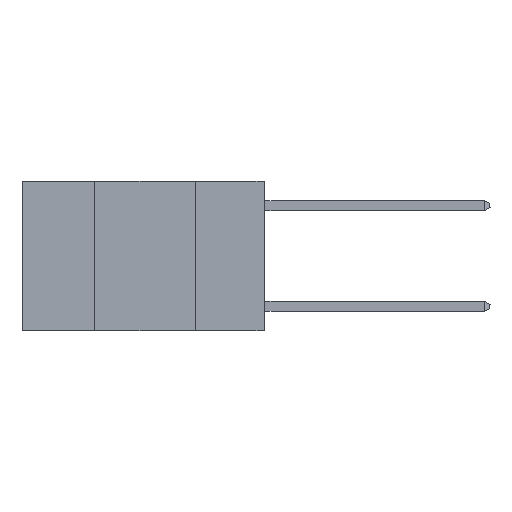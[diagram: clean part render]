
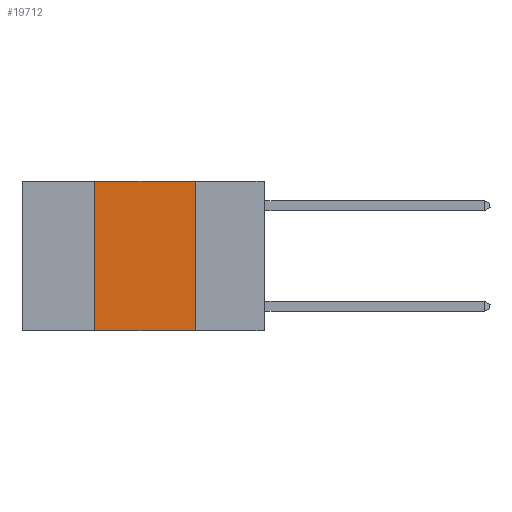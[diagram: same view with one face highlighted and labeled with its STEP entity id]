
A CAD part, left-side view. The second image highlights one B-rep face of the part: STEP entity #19712.
In plain terms, the highlighted planar face has unit normal (-1, 0, 0).
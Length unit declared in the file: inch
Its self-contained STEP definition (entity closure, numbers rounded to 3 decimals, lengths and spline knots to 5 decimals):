
#160 = VERTEX_POINT ( 'NONE', #6056 ) ;
#253 = LINE ( 'NONE', #401, #8835 ) ;
#401 = CARTESIAN_POINT ( 'NONE',  ( 0., 0.6, -0.37 ) ) ;
#887 = CARTESIAN_POINT ( 'NONE',  ( 0., 0.6, 0. ) ) ;
#962 = EDGE_LOOP ( 'NONE', ( #4335, #8962, #4877, #13979 ) ) ;
#1309 = VERTEX_POINT ( 'NONE', #16867 ) ;
#2027 = VECTOR ( 'NONE', #2836, 39.37008 ) ;
#2036 = VERTEX_POINT ( 'NONE', #7258 ) ;
#2594 = DIRECTION ( 'NONE',  ( 0., 0., -1. ) ) ;
#2836 = DIRECTION ( 'NONE',  ( 0., -1., 0. ) ) ;
#3070 = LINE ( 'NONE', #8171, #11686 ) ;
#3995 = EDGE_CURVE ( 'NONE', #1309, #15994, #253, .T. ) ;
#4335 = ORIENTED_EDGE ( 'NONE', *, *, #4714, .F. ) ;
#4714 = EDGE_CURVE ( 'NONE', #2036, #15994, #20351, .T. ) ;
#4877 = ORIENTED_EDGE ( 'NONE', *, *, #8342, .F. ) ;
#6056 = CARTESIAN_POINT ( 'NONE',  ( 0., 0.42, 0. ) ) ;
#6527 = LINE ( 'NONE', #7954, #2027 ) ;
#7258 = CARTESIAN_POINT ( 'NONE',  ( 0., 0.17, 0. ) ) ;
#7954 = CARTESIAN_POINT ( 'NONE',  ( 0., 0.6, 0. ) ) ;
#7999 = CARTESIAN_POINT ( 'NONE',  ( 0., 0.17, -0.37 ) ) ;
#8171 = CARTESIAN_POINT ( 'NONE',  ( 0., 0.42, 0. ) ) ;
#8342 = EDGE_CURVE ( 'NONE', #1309, #160, #3070, .T. ) ;
#8835 = VECTOR ( 'NONE', #15719, 39.37008 ) ;
#8962 = ORIENTED_EDGE ( 'NONE', *, *, #14457, .F. ) ;
#10957 = CARTESIAN_POINT ( 'NONE',  ( 0., 0.17, 0. ) ) ;
#11686 = VECTOR ( 'NONE', #18271, 39.37008 ) ;
#12840 = DIRECTION ( 'NONE',  ( 1., 0., 0. ) ) ;
#13979 = ORIENTED_EDGE ( 'NONE', *, *, #3995, .T. ) ;
#14457 = EDGE_CURVE ( 'NONE', #160, #2036, #6527, .T. ) ;
#14837 = FACE_OUTER_BOUND ( 'NONE', #962, .T. ) ;
#15377 = VECTOR ( 'NONE', #20941, 39.37008 ) ;
#15719 = DIRECTION ( 'NONE',  ( 0., -1., 0. ) ) ;
#15994 = VERTEX_POINT ( 'NONE', #7999 ) ;
#16107 = PLANE ( 'NONE',  #17845 ) ;
#16867 = CARTESIAN_POINT ( 'NONE',  ( 0., 0.42, -0.37 ) ) ;
#17845 = AXIS2_PLACEMENT_3D ( 'NONE', #887, #12840, #2594 ) ;
#18271 = DIRECTION ( 'NONE',  ( 0., 0., 1. ) ) ;
#19712 = ADVANCED_FACE ( 'NONE', ( #14837 ), #16107, .F. ) ;
#20351 = LINE ( 'NONE', #10957, #15377 ) ;
#20941 = DIRECTION ( 'NONE',  ( 0., 0., -1. ) ) ;
